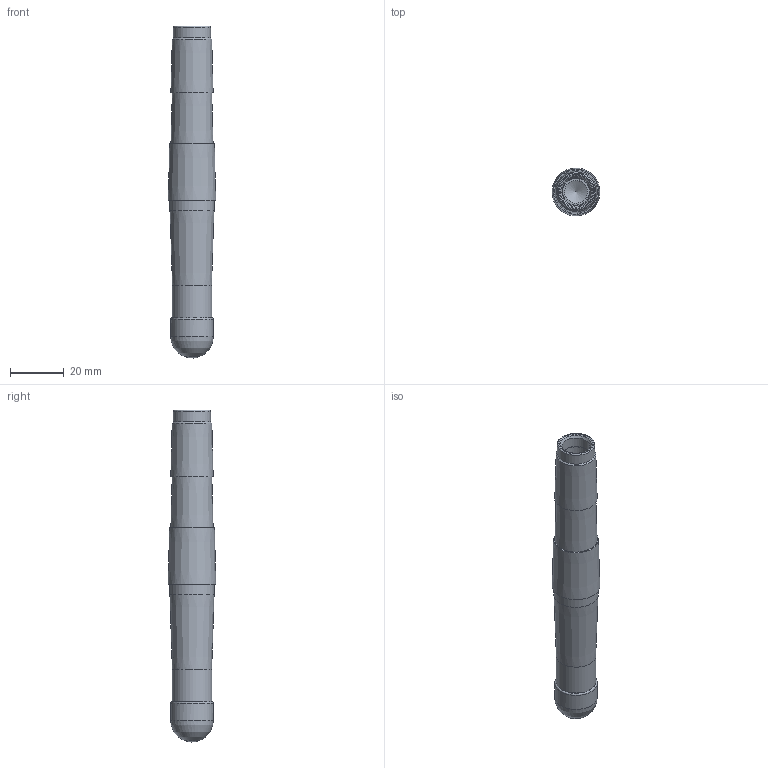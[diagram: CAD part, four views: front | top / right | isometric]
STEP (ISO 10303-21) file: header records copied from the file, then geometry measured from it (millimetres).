
FILE_DESCRIPTION(/* description */ (''),/* implementation_level */ '2;1');
FILE_NAME(/* name */ '16L2R060E02-SZP16_115009237ndi000_00-SIM.stp',/* time_stamp */ '2020-01-20T13:25:52+01:00',/* author */ (''),/* organization */ (''),/* preprocessor_version */ 'ST-DEVELOPER v16.7',/* originating_system */ 'SIEMENS PLM Software NX 12.0',/* authorisation */ '');
FILE_SCHEMA (('AUTOMOTIVE_DESIGN { 1 0 10303 214 3 1 1 1 }'));
Length unit declared in the file: millimetre
Products named in the file (1): hm150840C3D7e3aa
Bounding box: 17.81 x 17.81 x 123.96 mm (x, y, z)
Volume: 22352 mm3; surface area: 8483.2 mm2
Topology: 2 solids, 2 shells, 43 faces, 98 edges, 64 vertices
Faces by surface type: revolution 14, cone 12, plane 7, cylinder 6, sphere 3, torus 1
Full cylindrical faces by diameter (mm): 8.5 x1, 10 x1, 10.5 x1, 13.9 x1, 14.7 x1, 16.5 x1
Entity records: 951 total; most frequent: CARTESIAN_POINT 169, DIRECTION 166, FACE_BOUND 84, EDGE_LOOP 84, ORIENTED_EDGE 84, AXIS2_PLACEMENT_3D 74, CIRCLE 44, ADVANCED_FACE 43
